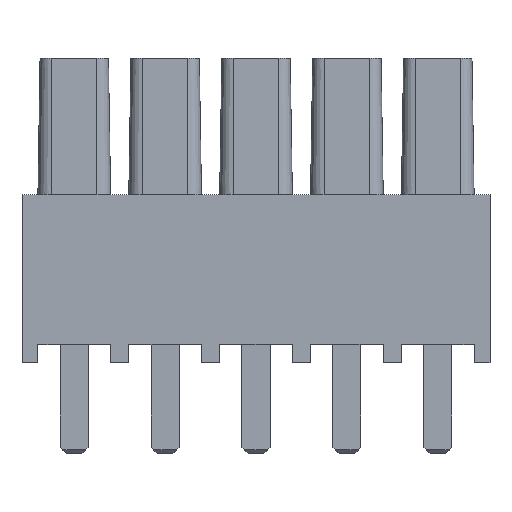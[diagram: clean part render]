
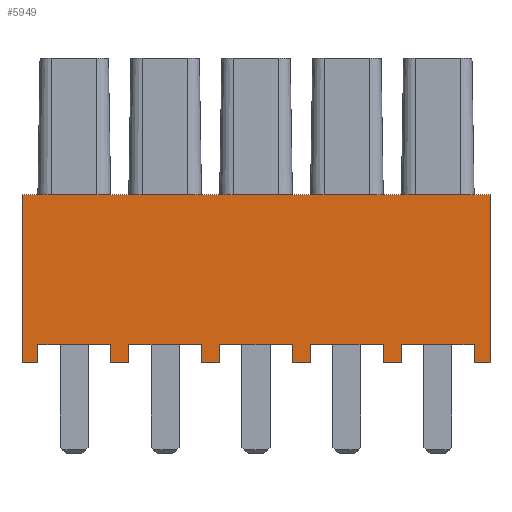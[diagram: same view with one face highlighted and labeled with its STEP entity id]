
A CAD part, top view. The second image highlights one B-rep face of the part: STEP entity #5949.
In plain terms, the highlighted planar face has unit normal (0, 0, 1).
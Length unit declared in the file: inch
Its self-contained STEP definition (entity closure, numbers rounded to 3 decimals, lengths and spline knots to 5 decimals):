
#528=ORIENTED_EDGE('',*,*,#2202,.F.);
#529=ORIENTED_EDGE('',*,*,#2203,.T.);
#530=ORIENTED_EDGE('',*,*,#2204,.F.);
#531=ORIENTED_EDGE('',*,*,#2132,.F.);
#532=ORIENTED_EDGE('',*,*,#2205,.T.);
#533=ORIENTED_EDGE('',*,*,#2206,.T.);
#534=ORIENTED_EDGE('',*,*,#2207,.F.);
#535=ORIENTED_EDGE('',*,*,#1802,.F.);
#536=ORIENTED_EDGE('',*,*,#2208,.F.);
#537=ORIENTED_EDGE('',*,*,#2209,.T.);
#538=ORIENTED_EDGE('',*,*,#2210,.F.);
#539=ORIENTED_EDGE('',*,*,#1830,.F.);
#540=ORIENTED_EDGE('',*,*,#2211,.F.);
#541=ORIENTED_EDGE('',*,*,#2212,.T.);
#542=ORIENTED_EDGE('',*,*,#2213,.F.);
#543=ORIENTED_EDGE('',*,*,#1858,.F.);
#544=ORIENTED_EDGE('',*,*,#2214,.F.);
#545=ORIENTED_EDGE('',*,*,#2215,.T.);
#546=ORIENTED_EDGE('',*,*,#2216,.F.);
#547=ORIENTED_EDGE('',*,*,#1886,.F.);
#548=ORIENTED_EDGE('',*,*,#2217,.F.);
#549=ORIENTED_EDGE('',*,*,#2218,.T.);
#550=ORIENTED_EDGE('',*,*,#2219,.F.);
#551=ORIENTED_EDGE('',*,*,#1914,.F.);
#1802=EDGE_CURVE('',#2672,#2673,#3252,.T.);
#1830=EDGE_CURVE('',#2700,#2701,#3280,.T.);
#1858=EDGE_CURVE('',#2728,#2729,#3308,.T.);
#1886=EDGE_CURVE('',#2756,#2757,#3336,.T.);
#1914=EDGE_CURVE('',#2784,#2785,#3364,.T.);
#2132=EDGE_CURVE('',#2942,#2943,#3572,.T.);
#2202=EDGE_CURVE('',#3006,#2784,#3632,.T.);
#2203=EDGE_CURVE('',#3006,#3007,#3633,.T.);
#2204=EDGE_CURVE('',#2943,#3007,#3634,.T.);
#2205=EDGE_CURVE('',#2942,#3008,#3635,.T.);
#2206=EDGE_CURVE('',#3008,#3009,#3636,.T.);
#2207=EDGE_CURVE('',#2673,#3009,#3637,.T.);
#2208=EDGE_CURVE('',#3010,#2672,#3638,.T.);
#2209=EDGE_CURVE('',#3010,#3011,#3639,.T.);
#2210=EDGE_CURVE('',#2701,#3011,#3640,.T.);
#2211=EDGE_CURVE('',#3012,#2700,#3641,.T.);
#2212=EDGE_CURVE('',#3012,#3013,#3642,.T.);
#2213=EDGE_CURVE('',#2729,#3013,#3643,.T.);
#2214=EDGE_CURVE('',#3014,#2728,#3644,.T.);
#2215=EDGE_CURVE('',#3014,#3015,#3645,.T.);
#2216=EDGE_CURVE('',#2757,#3015,#3646,.T.);
#2217=EDGE_CURVE('',#3016,#2756,#3647,.T.);
#2218=EDGE_CURVE('',#3016,#3017,#3648,.T.);
#2219=EDGE_CURVE('',#2785,#3017,#3649,.T.);
#2672=VERTEX_POINT('',#8079);
#2673=VERTEX_POINT('',#8081);
#2700=VERTEX_POINT('',#8136);
#2701=VERTEX_POINT('',#8138);
#2728=VERTEX_POINT('',#8193);
#2729=VERTEX_POINT('',#8195);
#2756=VERTEX_POINT('',#8250);
#2757=VERTEX_POINT('',#8252);
#2784=VERTEX_POINT('',#8307);
#2785=VERTEX_POINT('',#8309);
#2942=VERTEX_POINT('',#8714);
#2943=VERTEX_POINT('',#8716);
#3006=VERTEX_POINT('',#8851);
#3007=VERTEX_POINT('',#8853);
#3008=VERTEX_POINT('',#8856);
#3009=VERTEX_POINT('',#8858);
#3010=VERTEX_POINT('',#8861);
#3011=VERTEX_POINT('',#8863);
#3012=VERTEX_POINT('',#8866);
#3013=VERTEX_POINT('',#8868);
#3014=VERTEX_POINT('',#8871);
#3015=VERTEX_POINT('',#8873);
#3016=VERTEX_POINT('',#8876);
#3017=VERTEX_POINT('',#8878);
#3252=LINE('',#8080,#4102);
#3280=LINE('',#8137,#4130);
#3308=LINE('',#8194,#4158);
#3336=LINE('',#8251,#4186);
#3364=LINE('',#8308,#4214);
#3572=LINE('',#8715,#4422);
#3632=LINE('',#8850,#4482);
#3633=LINE('',#8852,#4483);
#3634=LINE('',#8854,#4484);
#3635=LINE('',#8855,#4485);
#3636=LINE('',#8857,#4486);
#3637=LINE('',#8859,#4487);
#3638=LINE('',#8860,#4488);
#3639=LINE('',#8862,#4489);
#3640=LINE('',#8864,#4490);
#3641=LINE('',#8865,#4491);
#3642=LINE('',#8867,#4492);
#3643=LINE('',#8869,#4493);
#3644=LINE('',#8870,#4494);
#3645=LINE('',#8872,#4495);
#3646=LINE('',#8874,#4496);
#3647=LINE('',#8875,#4497);
#3648=LINE('',#8877,#4498);
#3649=LINE('',#8879,#4499);
#4102=VECTOR('',#6575,39.37008);
#4130=VECTOR('',#6605,39.37008);
#4158=VECTOR('',#6635,39.37008);
#4186=VECTOR('',#6665,39.37008);
#4214=VECTOR('',#6695,39.37008);
#4422=VECTOR('',#6985,39.37008);
#4482=VECTOR('',#7069,39.37008);
#4483=VECTOR('',#7070,39.37008);
#4484=VECTOR('',#7071,39.37008);
#4485=VECTOR('',#7072,39.37008);
#4486=VECTOR('',#7073,39.37008);
#4487=VECTOR('',#7074,39.37008);
#4488=VECTOR('',#7075,39.37008);
#4489=VECTOR('',#7076,39.37008);
#4490=VECTOR('',#7077,39.37008);
#4491=VECTOR('',#7078,39.37008);
#4492=VECTOR('',#7079,39.37008);
#4493=VECTOR('',#7080,39.37008);
#4494=VECTOR('',#7081,39.37008);
#4495=VECTOR('',#7082,39.37008);
#4496=VECTOR('',#7083,39.37008);
#4497=VECTOR('',#7084,39.37008);
#4498=VECTOR('',#7085,39.37008);
#4499=VECTOR('',#7086,39.37008);
#5017=EDGE_LOOP('',(#528,#529,#530,#531,#532,#533,#534,#535,#536,#537,#538,
#539,#540,#541,#542,#543,#544,#545,#546,#547,#548,#549,#550,#551));
#5351=FACE_BOUND('',#5017,.T.);
#5655=PLANE('',#6300);
#5949=ADVANCED_FACE('',(#5351),#5655,.F.);
#6300=AXIS2_PLACEMENT_3D('',#8849,#7067,#7068);
#6575=DIRECTION('',(-1.,0.,0.));
#6605=DIRECTION('',(-1.,0.,0.));
#6635=DIRECTION('',(-1.,0.,0.));
#6665=DIRECTION('',(-1.,0.,0.));
#6695=DIRECTION('',(-1.,0.,0.));
#6985=DIRECTION('',(1.,0.,0.));
#7067=DIRECTION('',(0.,0.,-1.));
#7068=DIRECTION('',(-1.,0.,0.));
#7069=DIRECTION('',(0.,1.,0.));
#7070=DIRECTION('',(1.,0.,0.));
#7071=DIRECTION('',(0.,-1.,0.));
#7072=DIRECTION('',(0.,-1.,0.));
#7073=DIRECTION('',(1.,0.,0.));
#7074=DIRECTION('',(0.,-1.,0.));
#7075=DIRECTION('',(0.,1.,0.));
#7076=DIRECTION('',(1.,0.,0.));
#7077=DIRECTION('',(0.,-1.,0.));
#7078=DIRECTION('',(0.,1.,0.));
#7079=DIRECTION('',(1.,0.,0.));
#7080=DIRECTION('',(0.,-1.,0.));
#7081=DIRECTION('',(0.,1.,0.));
#7082=DIRECTION('',(1.,0.,0.));
#7083=DIRECTION('',(0.,-1.,0.));
#7084=DIRECTION('',(0.,1.,0.));
#7085=DIRECTION('',(1.,0.,0.));
#7086=DIRECTION('',(0.,-1.,0.));
#8079=CARTESIAN_POINT('',(-0.16,0.02,0.0975));
#8080=CARTESIAN_POINT('',(-0.2575,0.02,0.0975));
#8081=CARTESIAN_POINT('',(-0.24,0.02,0.0975));
#8136=CARTESIAN_POINT('',(-0.06,0.02,0.0975));
#8137=CARTESIAN_POINT('',(-0.2575,0.02,0.0975));
#8138=CARTESIAN_POINT('',(-0.14,0.02,0.0975));
#8193=CARTESIAN_POINT('',(0.04,0.02,0.0975));
#8194=CARTESIAN_POINT('',(-0.2575,0.02,0.0975));
#8195=CARTESIAN_POINT('',(-0.04,0.02,0.0975));
#8250=CARTESIAN_POINT('',(0.14,0.02,0.0975));
#8251=CARTESIAN_POINT('',(-0.2575,0.02,0.0975));
#8252=CARTESIAN_POINT('',(0.06,0.02,0.0975));
#8307=CARTESIAN_POINT('',(0.24,0.02,0.0975));
#8308=CARTESIAN_POINT('',(-0.2575,0.02,0.0975));
#8309=CARTESIAN_POINT('',(0.16,0.02,0.0975));
#8714=CARTESIAN_POINT('',(-0.2575,0.185,0.0975));
#8715=CARTESIAN_POINT('',(-0.2575,0.185,0.0975));
#8716=CARTESIAN_POINT('',(0.2575,0.185,0.0975));
#8849=CARTESIAN_POINT('',(-0.2575,0.185,0.0975));
#8850=CARTESIAN_POINT('',(0.24,0.185,0.0975));
#8851=CARTESIAN_POINT('',(0.24,0.,0.0975));
#8852=CARTESIAN_POINT('',(-0.2575,0.,0.0975));
#8853=CARTESIAN_POINT('',(0.2575,0.,0.0975));
#8854=CARTESIAN_POINT('',(0.2575,0.185,0.0975));
#8855=CARTESIAN_POINT('',(-0.2575,0.185,0.0975));
#8856=CARTESIAN_POINT('',(-0.2575,0.,0.0975));
#8857=CARTESIAN_POINT('',(-0.2575,0.,0.0975));
#8858=CARTESIAN_POINT('',(-0.24,0.,0.0975));
#8859=CARTESIAN_POINT('',(-0.24,0.185,0.0975));
#8860=CARTESIAN_POINT('',(-0.16,0.185,0.0975));
#8861=CARTESIAN_POINT('',(-0.16,0.,0.0975));
#8862=CARTESIAN_POINT('',(-0.2575,0.,0.0975));
#8863=CARTESIAN_POINT('',(-0.14,0.,0.0975));
#8864=CARTESIAN_POINT('',(-0.14,0.185,0.0975));
#8865=CARTESIAN_POINT('',(-0.06,0.185,0.0975));
#8866=CARTESIAN_POINT('',(-0.06,0.,0.0975));
#8867=CARTESIAN_POINT('',(-0.2575,0.,0.0975));
#8868=CARTESIAN_POINT('',(-0.04,0.,0.0975));
#8869=CARTESIAN_POINT('',(-0.04,0.185,0.0975));
#8870=CARTESIAN_POINT('',(0.04,0.185,0.0975));
#8871=CARTESIAN_POINT('',(0.04,0.,0.0975));
#8872=CARTESIAN_POINT('',(-0.2575,0.,0.0975));
#8873=CARTESIAN_POINT('',(0.06,0.,0.0975));
#8874=CARTESIAN_POINT('',(0.06,0.185,0.0975));
#8875=CARTESIAN_POINT('',(0.14,0.185,0.0975));
#8876=CARTESIAN_POINT('',(0.14,0.,0.0975));
#8877=CARTESIAN_POINT('',(-0.2575,0.,0.0975));
#8878=CARTESIAN_POINT('',(0.16,0.,0.0975));
#8879=CARTESIAN_POINT('',(0.16,0.185,0.0975));
